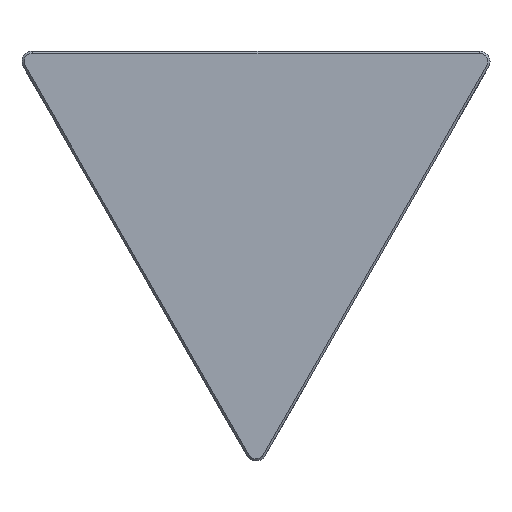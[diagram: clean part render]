
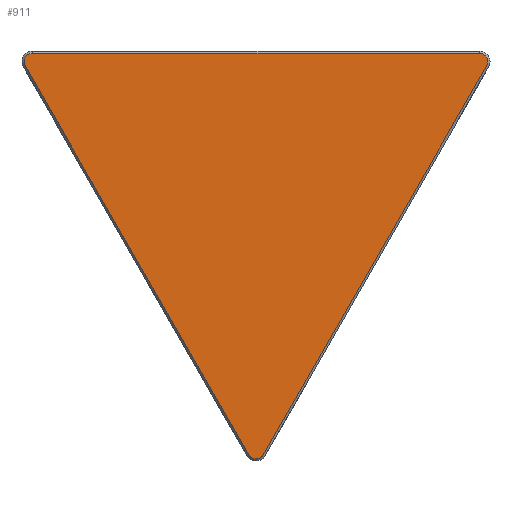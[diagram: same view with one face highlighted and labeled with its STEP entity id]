
A CAD part, front view. The second image highlights one B-rep face of the part: STEP entity #911.
In plain terms, the highlighted free-form (B-spline) face has degree [1, 1] with [2, 2] control points.
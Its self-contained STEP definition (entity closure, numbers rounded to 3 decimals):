
#911 = ADVANCED_FACE('',(#912),#959,.F.);
#912 = FACE_BOUND('',#913,.T.);
#913 = EDGE_LOOP('',(#914,#923,#931,#938,#946,#953));
#914 = ORIENTED_EDGE('',*,*,#915,.T.);
#915 = EDGE_CURVE('',#916,#918,#920,.T.);
#916 = VERTEX_POINT('',#917);
#917 = CARTESIAN_POINT('',(0.856,-18.524,-47.411
    ));
#918 = VERTEX_POINT('',#919);
#919 = CARTESIAN_POINT('',(27.125,-18.524,
    -1.727));
#920 = B_SPLINE_CURVE_WITH_KNOTS('',1,(#921,#922),.UNSPECIFIED.,.F.,.F.,
  (2,2),(-54.195,0.),.PIECEWISE_BEZIER_KNOTS.);
#921 = CARTESIAN_POINT('',(0.856,-18.524,-47.411
    ));
#922 = CARTESIAN_POINT('',(27.125,-18.524,
    -1.727));
#923 = ORIENTED_EDGE('',*,*,#924,.T.);
#924 = EDGE_CURVE('',#918,#925,#927,.T.);
#925 = VERTEX_POINT('',#926);
#926 = CARTESIAN_POINT('',(26.268,-18.524,
    -0.247));
#927 = ( BOUNDED_CURVE() B_SPLINE_CURVE(2,(#928,#929,#930),
.UNSPECIFIED.,.F.,.F.) B_SPLINE_CURVE_WITH_KNOTS((3,3),(4.191,
6.283),.PIECEWISE_BEZIER_KNOTS.) CURVE() 
GEOMETRIC_REPRESENTATION_ITEM() RATIONAL_B_SPLINE_CURVE((1.,
0.501,1.)) REPRESENTATION_ITEM('') );
#928 = CARTESIAN_POINT('',(27.125,-18.524,
    -1.727));
#929 = CARTESIAN_POINT('',(27.976,-18.524,
    -0.247));
#930 = CARTESIAN_POINT('',(26.268,-18.524,
    -0.247));
#931 = ORIENTED_EDGE('',*,*,#932,.T.);
#932 = EDGE_CURVE('',#925,#933,#935,.T.);
#933 = VERTEX_POINT('',#934);
#934 = CARTESIAN_POINT('',(-26.268,-18.524,
    -0.247));
#935 = B_SPLINE_CURVE_WITH_KNOTS('',1,(#936,#937),.UNSPECIFIED.,.F.,.F.,
  (2,2),(-54.03,0.),.PIECEWISE_BEZIER_KNOTS.);
#936 = CARTESIAN_POINT('',(26.268,-18.524,
    -0.247));
#937 = CARTESIAN_POINT('',(-26.268,-18.524,
    -0.247));
#938 = ORIENTED_EDGE('',*,*,#939,.T.);
#939 = EDGE_CURVE('',#933,#940,#942,.T.);
#940 = VERTEX_POINT('',#941);
#941 = CARTESIAN_POINT('',(-27.125,-18.524,
    -1.727));
#942 = ( BOUNDED_CURVE() B_SPLINE_CURVE(2,(#943,#944,#945),
.UNSPECIFIED.,.F.,.F.) B_SPLINE_CURVE_WITH_KNOTS((3,3),(0.,
2.093),.PIECEWISE_BEZIER_KNOTS.) CURVE() 
GEOMETRIC_REPRESENTATION_ITEM() RATIONAL_B_SPLINE_CURVE((1.,
0.501,1.)) REPRESENTATION_ITEM('') );
#943 = CARTESIAN_POINT('',(-26.268,-18.524,
    -0.247));
#944 = CARTESIAN_POINT('',(-27.976,-18.524,
    -0.247));
#945 = CARTESIAN_POINT('',(-27.125,-18.524,
    -1.727));
#946 = ORIENTED_EDGE('',*,*,#947,.T.);
#947 = EDGE_CURVE('',#940,#948,#950,.T.);
#948 = VERTEX_POINT('',#949);
#949 = CARTESIAN_POINT('',(-0.856,-18.524,
    -47.411));
#950 = B_SPLINE_CURVE_WITH_KNOTS('',1,(#951,#952),.UNSPECIFIED.,.F.,.F.,
  (2,2),(-54.195,0.),.PIECEWISE_BEZIER_KNOTS.);
#951 = CARTESIAN_POINT('',(-27.125,-18.524,
    -1.727));
#952 = CARTESIAN_POINT('',(-0.856,-18.524,
    -47.411));
#953 = ORIENTED_EDGE('',*,*,#954,.T.);
#954 = EDGE_CURVE('',#948,#916,#955,.T.);
#955 = ( BOUNDED_CURVE() B_SPLINE_CURVE(2,(#956,#957,#958),
.UNSPECIFIED.,.F.,.F.) B_SPLINE_CURVE_WITH_KNOTS((3,3),(2.093,
4.191),.PIECEWISE_BEZIER_KNOTS.) CURVE() 
GEOMETRIC_REPRESENTATION_ITEM() RATIONAL_B_SPLINE_CURVE((1.,
0.498,1.)) REPRESENTATION_ITEM('') );
#956 = CARTESIAN_POINT('',(-0.856,-18.524,
    -47.411));
#957 = CARTESIAN_POINT('',(0.,-18.524,
    -48.901));
#958 = CARTESIAN_POINT('',(0.856,-18.524,-47.411
    ));
#959 = B_SPLINE_SURFACE_WITH_KNOTS('',1,1,(
    (#960,#961)
    ,(#962,#963
    )),.UNSPECIFIED.,.F.,.F.,.F.,(2,2),(2,2),(-49.268,-0.254),(
    -28.031,28.031),.PIECEWISE_BEZIER_KNOTS.);
#960 = CARTESIAN_POINT('',(-27.256,-18.524,
    -47.907));
#961 = CARTESIAN_POINT('',(27.256,-18.524,
    -47.907));
#962 = CARTESIAN_POINT('',(-27.256,-18.524,
    -0.247));
#963 = CARTESIAN_POINT('',(27.256,-18.524,
    -0.247));
